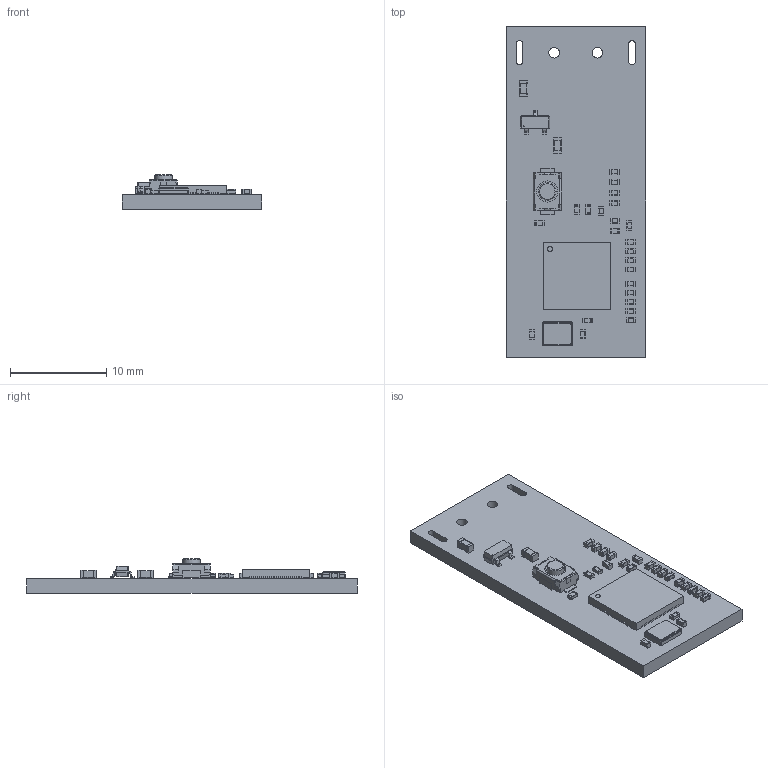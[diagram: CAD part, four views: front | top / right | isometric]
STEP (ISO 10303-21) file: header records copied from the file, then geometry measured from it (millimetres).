
FILE_DESCRIPTION(('KiCad electronic assembly'),'2;1');
FILE_NAME('YetAnotherAuthKey.step','2025-11-01T22:24:13',('Pcbnew'),( 'Kicad'),'Open CASCADE STEP processor 7.9','KiCad to STEP converter' ,'Unknown');
FILE_SCHEMA(('AUTOMOTIVE_DESIGN { 1 0 10303 214 1 1 1 1 }'));
Length unit declared in the file: millimetre
Products named in the file (9): YetAnotherAuthKey 1; C_0402_1005Metric; C_0603_1608Metric; SW_Push_SPST_NO_Alps_SKRK; SOT-23; R_0402_1005Metric; Crystal_SMD_3225-4Pin_3.2x2.5mm; QFN-56-1EP_7x7mm_P0.4mm_EP5.6x5.6mm; YetAnotherAuthKey_PCB
Assembly tree (30 placements, depth 2):
  YetAnotherAuthKey 1
    C_0402_1005Metric  x18
    C_0603_1608Metric  x2
    SW_Push_SPST_NO_Alps_SKRK
    SOT-23
    R_0402_1005Metric  x5
    Crystal_SMD_3225-4Pin_3.2x2.5mm
    QFN-56-1EP_7x7mm_P0.4mm_EP5.6x5.6mm
    YetAnotherAuthKey_PCB
Bounding box: 14.45 x 34.35 x 3.6 mm (x, y, z)
Volume: 818.5 mm3; surface area: 1461.4 mm2
Topology: 30 solids, 30 shells, 1289 faces, 3492 edges, 2298 vertices
Faces by surface type: plane 882, cylinder 390, bspline 16, torus 1
Full cylindrical faces by diameter (mm): 0.25 x9, 0.5 x1, 1.1 x2, 1.8 x1, 2.2 x1
Entity records: 27141 total; most frequent: CARTESIAN_POINT 3966, ORIENTED_EDGE 3856, DIRECTION 3579, EDGE_CURVE 1924, LINE 1613, VECTOR 1613, VERTEX_POINT 1258, AXIS2_PLACEMENT_3D 983
